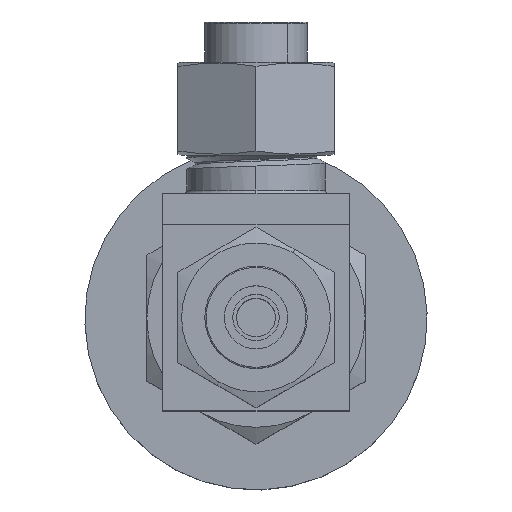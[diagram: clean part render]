
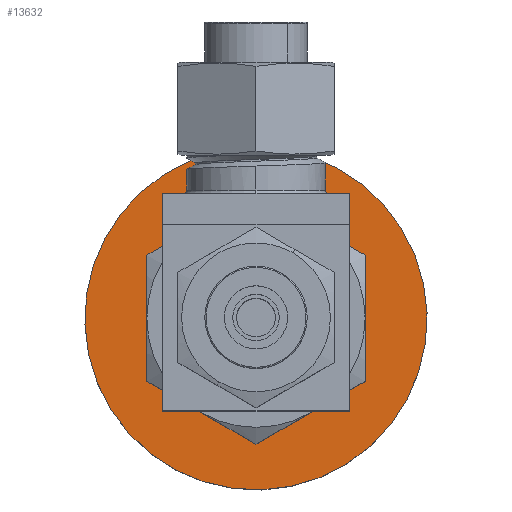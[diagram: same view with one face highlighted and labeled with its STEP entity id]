
A CAD part, top view. The second image highlights one B-rep face of the part: STEP entity #13632.
In plain terms, the highlighted planar face has unit normal (0, 0, 1).
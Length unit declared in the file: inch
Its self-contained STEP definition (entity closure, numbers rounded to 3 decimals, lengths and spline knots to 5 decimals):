
#517 = EDGE_LOOP ( 'NONE', ( #4142, #5172 ) ) ;
#567 = CARTESIAN_POINT ( 'NONE',  ( 0.60653, 1.07749, 0.37819 ) ) ;
#721 = DIRECTION ( 'NONE',  ( 0., 0., 1. ) ) ;
#739 = CARTESIAN_POINT ( 'NONE',  ( 0.61944, 0.70271, 0.37819 ) ) ;
#928 = CARTESIAN_POINT ( 'NONE',  ( 0.63028, 0.3879, 0.37819 ) ) ;
#1821 = CARTESIAN_POINT ( 'NONE',  ( 0.60653, 1.07749, 0.37819 ) ) ;
#3019 = EDGE_CURVE ( 'Defeatured_1_6+Defeatured_1_4+Defeatured_1_4+Defeatured_1_4', #3572, #12646, #9146, .T. ) ;
#3572 = VERTEX_POINT ( 'NONE', #5238 ) ;
#4061 = PLANE ( 'NONE',  #4482 ) ;
#4142 = ORIENTED_EDGE ( 'NONE', *, *, #7924, .F. ) ;
#4482 = AXIS2_PLACEMENT_3D ( 'NONE', #7114, #14773, #5613 ) ;
#5172 = ORIENTED_EDGE ( 'NONE', *, *, #7154, .F. ) ;
#5238 = CARTESIAN_POINT ( 'NONE',  ( 0.58279, 1.76708, 0.37819 ) ) ;
#5337 = DIRECTION ( 'NONE',  ( 0.034, -0.999, 0. ) ) ;
#5577 = VERTEX_POINT ( 'NONE', #16761 ) ;
#5613 = DIRECTION ( 'NONE',  ( 0.034, -0.999, 0. ) ) ;
#5630 = FACE_BOUND ( 'NONE', #517, .T. ) ;
#7114 = CARTESIAN_POINT ( 'NONE',  ( 0.60653, 1.07749, 0.37819 ) ) ;
#7154 = EDGE_CURVE ( 'Defeatured_1_1+Defeatured_1_6+Defeatured_1_6+Defeatured_1_6', #5577, #12373, #17383, .T. ) ;
#7212 = DIRECTION ( 'NONE',  ( 0., 0., 1. ) ) ;
#7870 = AXIS2_PLACEMENT_3D ( 'NONE', #567, #11356, #10070 ) ;
#7924 = EDGE_CURVE ( 'Defeatured_1_1+Defeatured_1_6+Defeatured_1_6+Defeatured_1_6', #12373, #5577, #14063, .T. ) ;
#7992 = AXIS2_PLACEMENT_3D ( 'NONE', #9949, #721, #11497 ) ;
#8381 = CIRCLE ( 'NONE', #19585, 0.69 ) ;
#8469 = EDGE_LOOP ( 'NONE', ( #12808, #18263 ) ) ;
#9146 = CIRCLE ( 'NONE', #7870, 0.69 ) ;
#9949 = CARTESIAN_POINT ( 'NONE',  ( 0.60653, 1.07749, 0.37819 ) ) ;
#10070 = DIRECTION ( 'NONE',  ( 0.034, -0.999, 0. ) ) ;
#11356 = DIRECTION ( 'NONE',  ( 0., 0., 1. ) ) ;
#11409 = EDGE_CURVE ( 'Defeatured_1_6+Defeatured_1_4+Defeatured_1_4+Defeatured_1_4', #12646, #3572, #8381, .T. ) ;
#11497 = DIRECTION ( 'NONE',  ( 0.034, -0.999, 0. ) ) ;
#12373 = VERTEX_POINT ( 'NONE', #739 ) ;
#12646 = VERTEX_POINT ( 'NONE', #928 ) ;
#12808 = ORIENTED_EDGE ( 'NONE', *, *, #3019, .T. ) ;
#12849 = AXIS2_PLACEMENT_3D ( 'NONE', #1821, #19106, #5337 ) ;
#13632 = ADVANCED_FACE ( 'Defeatured_1_6', ( #5630, #14721 ), #4061, .T. ) ;
#14063 = CIRCLE ( 'NONE', #7992, 0.375 ) ;
#14721 = FACE_OUTER_BOUND ( 'NONE', #8469, .T. ) ;
#14773 = DIRECTION ( 'NONE',  ( 0., 0., 1. ) ) ;
#16303 = CARTESIAN_POINT ( 'NONE',  ( 0.60653, 1.07749, 0.37819 ) ) ;
#16761 = CARTESIAN_POINT ( 'NONE',  ( 0.59363, 1.45227, 0.37819 ) ) ;
#17383 = CIRCLE ( 'NONE', #12849, 0.375 ) ;
#17824 = DIRECTION ( 'NONE',  ( 0.034, -0.999, 0. ) ) ;
#18263 = ORIENTED_EDGE ( 'NONE', *, *, #11409, .T. ) ;
#19106 = DIRECTION ( 'NONE',  ( 0., 0., 1. ) ) ;
#19585 = AXIS2_PLACEMENT_3D ( 'NONE', #16303, #7212, #17824 ) ;
